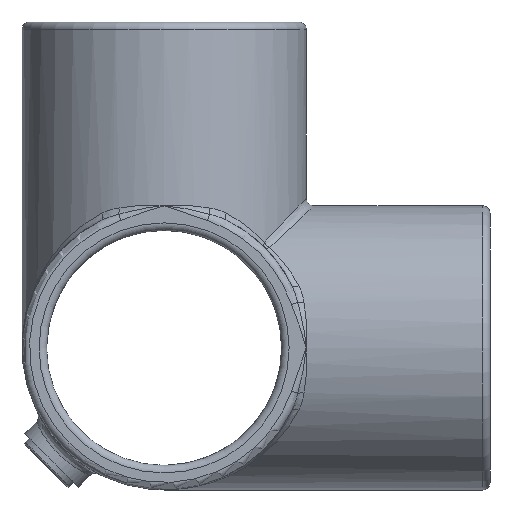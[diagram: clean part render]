
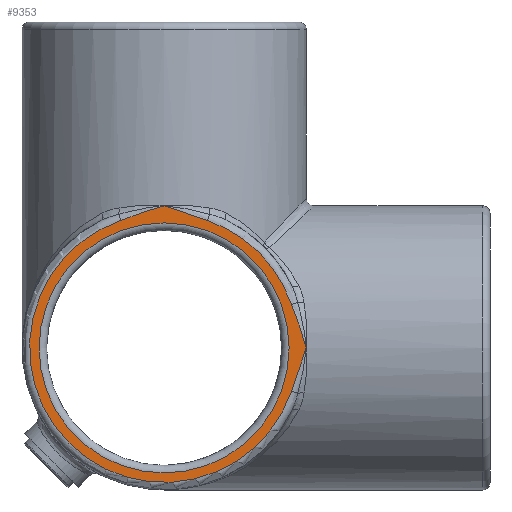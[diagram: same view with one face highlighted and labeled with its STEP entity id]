
A CAD part, left-side view. The second image highlights one B-rep face of the part: STEP entity #9353.
In plain terms, the highlighted planar face has unit normal (-1, 0, 0).
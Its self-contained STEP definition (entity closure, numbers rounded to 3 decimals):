
#124 = CARTESIAN_POINT ( 'NONE',  ( -37.5, 0., 0. ) ) ;
#479 = FACE_OUTER_BOUND ( 'NONE', #12364, .T. ) ;
#713 = PLANE ( 'NONE',  #16307 ) ;
#727 = VERTEX_POINT ( 'NONE', #6641 ) ;
#920 = VERTEX_POINT ( 'NONE', #7031 ) ;
#1005 = CARTESIAN_POINT ( 'NONE',  ( -37.5, -4.825, 36.059 ) ) ;
#1026 = DIRECTION ( 'NONE',  ( 1., 0., 0. ) ) ;
#1069 = DIRECTION ( 'NONE',  ( 1., 0., 0. ) ) ;
#1078 = CARTESIAN_POINT ( 'NONE',  ( -37.5, 0., 37.5 ) ) ;
#1577 = CARTESIAN_POINT ( 'NONE',  ( -37.5, 11.439, 33.607 ) ) ;
#1778 = CARTESIAN_POINT ( 'NONE',  ( -37.5, -33.931, -10.484 ) ) ;
#2122 = EDGE_CURVE ( 'NONE', #14617, #13360, #12303, .T. ) ;
#2160 = AXIS2_PLACEMENT_3D ( 'NONE', #124, #1069, #3607 ) ;
#2167 = CARTESIAN_POINT ( 'NONE',  ( -37.5, -10.484, 33.931 ) ) ;
#2180 = CARTESIAN_POINT ( 'NONE',  ( -37.5, 0., -33. ) ) ;
#2190 = VERTEX_POINT ( 'NONE', #8192 ) ;
#2276 = CARTESIAN_POINT ( 'NONE',  ( -37.5, -6.718, 35.367 ) ) ;
#2456 = CARTESIAN_POINT ( 'NONE',  ( -37.5, 7.659, 35.006 ) ) ;
#2548 = DIRECTION ( 'NONE',  ( 0., 0., -1. ) ) ;
#2666 = CARTESIAN_POINT ( 'NONE',  ( -37.5, 0., 0. ) ) ;
#3237 = CARTESIAN_POINT ( 'NONE',  ( -37.5, -35.367, 6.718 ) ) ;
#3549 = CARTESIAN_POINT ( 'NONE',  ( -37.5, -3.873, 36.39 ) ) ;
#3607 = DIRECTION ( 'NONE',  ( 0., 0., -1. ) ) ;
#3652 = CIRCLE ( 'NONE', #6981, 35.5 ) ;
#3657 = CARTESIAN_POINT ( 'NONE',  ( -37.5, -9.542, 34.288 ) ) ;
#3676 = CARTESIAN_POINT ( 'NONE',  ( -37.5, 9.542, 34.288 ) ) ;
#3727 = ORIENTED_EDGE ( 'NONE', *, *, #4048, .T. ) ;
#3836 = FACE_BOUND ( 'NONE', #9847, .T. ) ;
#4048 = EDGE_CURVE ( 'NONE', #13360, #7286, #9983, .T. ) ;
#4279 = CARTESIAN_POINT ( 'NONE',  ( -37.5, -34.288, -9.542 ) ) ;
#4329 = CARTESIAN_POINT ( 'NONE',  ( -37.5, -36.39, -3.873 ) ) ;
#4395 = ORIENTED_EDGE ( 'NONE', *, *, #4585, .T. ) ;
#4585 = EDGE_CURVE ( 'NONE', #7286, #920, #15713, .T. ) ;
#5523 = EDGE_CURVE ( 'NONE', #7242, #7242, #9564, .T. ) ;
#5609 = CARTESIAN_POINT ( 'NONE',  ( -37.5, -37.5, 0. ) ) ;
#5668 = CARTESIAN_POINT ( 'NONE',  ( -37.5, -33.607, -11.439 ) ) ;
#5907 = B_SPLINE_CURVE_WITH_KNOTS ( 'NONE', 3,
 ( #16173, #2167, #3657, #8674, #2276, #1005, #3549, #11141, #8567, #13612 ),
 .UNSPECIFIED., .F., .F.,
 ( 4, 2, 2, 2, 4 ),
 ( 0., 0.003, 0.006, 0.009, 0.012 ),
 .UNSPECIFIED. ) ;
#6165 = CARTESIAN_POINT ( 'NONE',  ( -37.5, 6.718, 35.367 ) ) ;
#6641 = CARTESIAN_POINT ( 'NONE',  ( -37.5, -33.607, 11.439 ) ) ;
#6981 = AXIS2_PLACEMENT_3D ( 'NONE', #2666, #10069, #2548 ) ;
#6985 = CARTESIAN_POINT ( 'NONE',  ( -37.5, -35.006, 7.659 ) ) ;
#7031 = CARTESIAN_POINT ( 'NONE',  ( -37.5, -37.5, 0. ) ) ;
#7147 = ORIENTED_EDGE ( 'NONE', *, *, #5523, .T. ) ;
#7242 = VERTEX_POINT ( 'NONE', #2180 ) ;
#7286 = VERTEX_POINT ( 'NONE', #8905 ) ;
#7426 = CARTESIAN_POINT ( 'NONE',  ( -37.5, 10.484, 33.931 ) ) ;
#7671 = EDGE_CURVE ( 'NONE', #920, #727, #10892, .T. ) ;
#7822 = EDGE_CURVE ( 'NONE', #2190, #14617, #5907, .T. ) ;
#7917 = EDGE_CURVE ( 'NONE', #727, #2190, #3652, .T. ) ;
#8127 = AXIS2_PLACEMENT_3D ( 'NONE', #9312, #10711, #9364 ) ;
#8192 = CARTESIAN_POINT ( 'NONE',  ( -37.5, -11.439, 33.607 ) ) ;
#8353 = CARTESIAN_POINT ( 'NONE',  ( -37.5, -33.607, 11.439 ) ) ;
#8567 = CARTESIAN_POINT ( 'NONE',  ( -37.5, -0.98, 37.267 ) ) ;
#8674 = CARTESIAN_POINT ( 'NONE',  ( -37.5, -7.659, 35.006 ) ) ;
#8905 = CARTESIAN_POINT ( 'NONE',  ( -37.5, -33.607, -11.439 ) ) ;
#8933 = ORIENTED_EDGE ( 'NONE', *, *, #2122, .T. ) ;
#9056 = CARTESIAN_POINT ( 'NONE',  ( -37.5, 0., 37.5 ) ) ;
#9312 = CARTESIAN_POINT ( 'NONE',  ( -37.5, 0., 0. ) ) ;
#9353 = ADVANCED_FACE ( 'NONE', ( #3836, #479 ), #713, .F. ) ;
#9364 = DIRECTION ( 'NONE',  ( 0., 0., -1. ) ) ;
#9539 = CARTESIAN_POINT ( 'NONE',  ( -37.5, 0., 0. ) ) ;
#9564 = CIRCLE ( 'NONE', #2160, 33. ) ;
#9847 = EDGE_LOOP ( 'NONE', ( #7147 ) ) ;
#9918 = CARTESIAN_POINT ( 'NONE',  ( -37.5, 3.873, 36.39 ) ) ;
#9983 = CIRCLE ( 'NONE', #8127, 35.5 ) ;
#10069 = DIRECTION ( 'NONE',  ( -1., 0., 0. ) ) ;
#10221 = ORIENTED_EDGE ( 'NONE', *, *, #7917, .T. ) ;
#10638 = CARTESIAN_POINT ( 'NONE',  ( -37.5, -36.059, -4.825 ) ) ;
#10711 = DIRECTION ( 'NONE',  ( -1., 0., 0. ) ) ;
#10746 = CARTESIAN_POINT ( 'NONE',  ( -37.5, -37.267, -0.98 ) ) ;
#10760 = CARTESIAN_POINT ( 'NONE',  ( -37.5, -36.059, 4.826 ) ) ;
#10892 = B_SPLINE_CURVE_WITH_KNOTS ( 'NONE', 3,
 ( #14625, #10923, #13553, #14839, #10760, #3237, #6985, #13446, #16006, #8353 ),
 .UNSPECIFIED., .F., .F.,
 ( 4, 2, 2, 2, 4 ),
 ( 0., 0.003, 0.006, 0.009, 0.012 ),
 .UNSPECIFIED. ) ;
#10921 = ORIENTED_EDGE ( 'NONE', *, *, #7671, .T. ) ;
#10923 = CARTESIAN_POINT ( 'NONE',  ( -37.5, -37.267, 0.981 ) ) ;
#11141 = CARTESIAN_POINT ( 'NONE',  ( -37.5, -1.951, 36.994 ) ) ;
#12287 = DIRECTION ( 'NONE',  ( 0., 0., -1. ) ) ;
#12303 = B_SPLINE_CURVE_WITH_KNOTS ( 'NONE', 3,
 ( #1078, #16393, #15013, #9918, #13785, #6165, #2456, #3676, #7426, #16339 ),
 .UNSPECIFIED., .F., .F.,
 ( 4, 2, 2, 2, 4 ),
 ( 0., 0.003, 0.006, 0.009, 0.012 ),
 .UNSPECIFIED. ) ;
#12364 = EDGE_LOOP ( 'NONE', ( #13545, #8933, #3727, #4395, #10921, #10221 ) ) ;
#13153 = CARTESIAN_POINT ( 'NONE',  ( -37.5, -35.006, -7.659 ) ) ;
#13272 = CARTESIAN_POINT ( 'NONE',  ( -37.5, -36.994, -1.951 ) ) ;
#13360 = VERTEX_POINT ( 'NONE', #1577 ) ;
#13446 = CARTESIAN_POINT ( 'NONE',  ( -37.5, -34.288, 9.542 ) ) ;
#13545 = ORIENTED_EDGE ( 'NONE', *, *, #7822, .T. ) ;
#13553 = CARTESIAN_POINT ( 'NONE',  ( -37.5, -36.994, 1.951 ) ) ;
#13612 = CARTESIAN_POINT ( 'NONE',  ( -37.5, 0., 37.5 ) ) ;
#13785 = CARTESIAN_POINT ( 'NONE',  ( -37.5, 4.826, 36.059 ) ) ;
#14442 = CARTESIAN_POINT ( 'NONE',  ( -37.5, -35.367, -6.718 ) ) ;
#14617 = VERTEX_POINT ( 'NONE', #9056 ) ;
#14625 = CARTESIAN_POINT ( 'NONE',  ( -37.5, -37.5, 0. ) ) ;
#14839 = CARTESIAN_POINT ( 'NONE',  ( -37.5, -36.39, 3.873 ) ) ;
#15013 = CARTESIAN_POINT ( 'NONE',  ( -37.5, 1.951, 36.994 ) ) ;
#15713 = B_SPLINE_CURVE_WITH_KNOTS ( 'NONE', 3,
 ( #5668, #1778, #4279, #13153, #14442, #10638, #4329, #13272, #10746, #5609 ),
 .UNSPECIFIED., .F., .F.,
 ( 4, 2, 2, 2, 4 ),
 ( 0., 0.003, 0.006, 0.009, 0.012 ),
 .UNSPECIFIED. ) ;
#16006 = CARTESIAN_POINT ( 'NONE',  ( -37.5, -33.931, 10.484 ) ) ;
#16173 = CARTESIAN_POINT ( 'NONE',  ( -37.5, -11.439, 33.607 ) ) ;
#16307 = AXIS2_PLACEMENT_3D ( 'NONE', #9539, #1026, #12287 ) ;
#16339 = CARTESIAN_POINT ( 'NONE',  ( -37.5, 11.439, 33.607 ) ) ;
#16393 = CARTESIAN_POINT ( 'NONE',  ( -37.5, 0.981, 37.267 ) ) ;
